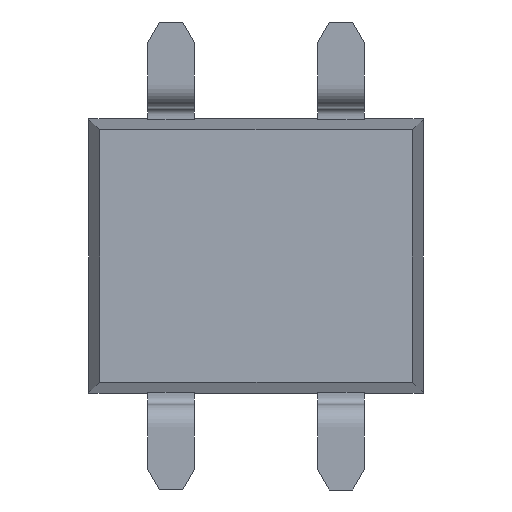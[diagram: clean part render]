
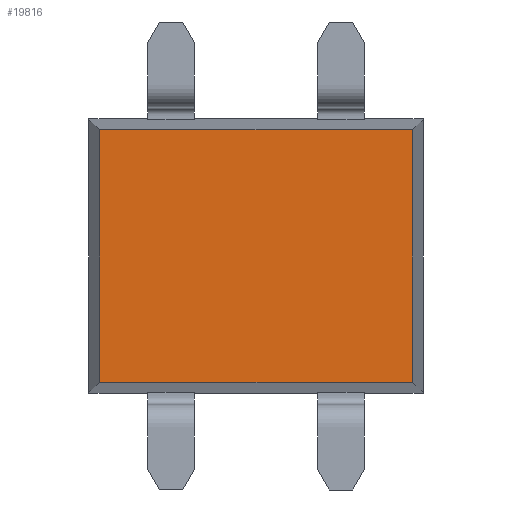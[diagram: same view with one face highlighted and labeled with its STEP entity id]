
A CAD part, front view. The second image highlights one B-rep face of the part: STEP entity #19816.
In plain terms, the highlighted planar face has unit normal (0, -1, 0).
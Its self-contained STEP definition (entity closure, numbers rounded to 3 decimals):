
#703 = FACE_OUTER_BOUND ( 'NONE', #19743, .T. ) ;
#903 = VECTOR ( 'NONE', #6434, 1000. ) ;
#1313 = CARTESIAN_POINT ( 'NONE',  ( 0., 0.1, 0. ) ) ;
#2076 = DIRECTION ( 'NONE',  ( 0., 0., 1. ) ) ;
#2360 = CARTESIAN_POINT ( 'NONE',  ( 0., 0.1, -4.84 ) ) ;
#3400 = VECTOR ( 'NONE', #8556, 1000. ) ;
#3621 = LINE ( 'NONE', #17691, #8816 ) ;
#3903 = LINE ( 'NONE', #2360, #3400 ) ;
#4977 = VERTEX_POINT ( 'NONE', #9576 ) ;
#6434 = DIRECTION ( 'NONE',  ( -1., 0., 0. ) ) ;
#7429 = DIRECTION ( 'NONE',  ( 0., 1., 0. ) ) ;
#7622 = DIRECTION ( 'NONE',  ( 0., 0., 1. ) ) ;
#7679 = ORIENTED_EDGE ( 'NONE', *, *, #19158, .T. ) ;
#8206 = VECTOR ( 'NONE', #10668, 1000. ) ;
#8556 = DIRECTION ( 'NONE',  ( 1., 0., 0. ) ) ;
#8816 = VECTOR ( 'NONE', #2076, 1000. ) ;
#9294 = ORIENTED_EDGE ( 'NONE', *, *, #12585, .T. ) ;
#9576 = CARTESIAN_POINT ( 'NONE',  ( 3.61, 0.1, -1.06 ) ) ;
#9770 = CARTESIAN_POINT ( 'NONE',  ( -1.07, 0.1, -1.06 ) ) ;
#9815 = VERTEX_POINT ( 'NONE', #9770 ) ;
#10197 = CARTESIAN_POINT ( 'NONE',  ( -1.07, 0.1, -4.84 ) ) ;
#10668 = DIRECTION ( 'NONE',  ( 0., 0., -1. ) ) ;
#10700 = AXIS2_PLACEMENT_3D ( 'NONE', #1313, #7429, #7622 ) ;
#11804 = PLANE ( 'NONE',  #10700 ) ;
#12001 = CARTESIAN_POINT ( 'NONE',  ( 3.61, 0.1, -4.84 ) ) ;
#12425 = LINE ( 'NONE', #15384, #8206 ) ;
#12585 = EDGE_CURVE ( 'NONE', #18438, #4977, #3621, .T. ) ;
#12682 = VERTEX_POINT ( 'NONE', #10197 ) ;
#14021 = EDGE_CURVE ( 'NONE', #12682, #18438, #3903, .T. ) ;
#14124 = CARTESIAN_POINT ( 'NONE',  ( 0., 0.1, -1.06 ) ) ;
#15384 = CARTESIAN_POINT ( 'NONE',  ( -1.07, 0.1, 0. ) ) ;
#16574 = EDGE_CURVE ( 'NONE', #9815, #12682, #12425, .T. ) ;
#17009 = LINE ( 'NONE', #14124, #903 ) ;
#17353 = ORIENTED_EDGE ( 'NONE', *, *, #16574, .T. ) ;
#17691 = CARTESIAN_POINT ( 'NONE',  ( 3.61, 0.1, 0. ) ) ;
#17993 = ORIENTED_EDGE ( 'NONE', *, *, #14021, .T. ) ;
#18438 = VERTEX_POINT ( 'NONE', #12001 ) ;
#19158 = EDGE_CURVE ( 'NONE', #4977, #9815, #17009, .T. ) ;
#19743 = EDGE_LOOP ( 'NONE', ( #9294, #7679, #17353, #17993 ) ) ;
#19816 = ADVANCED_FACE ( 'NONE', ( #703 ), #11804, .F. ) ;
